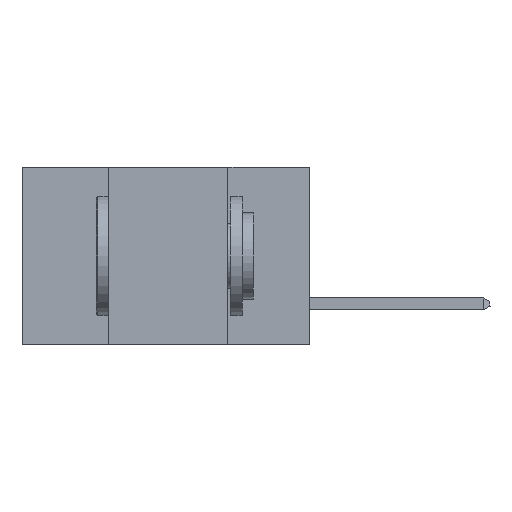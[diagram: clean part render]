
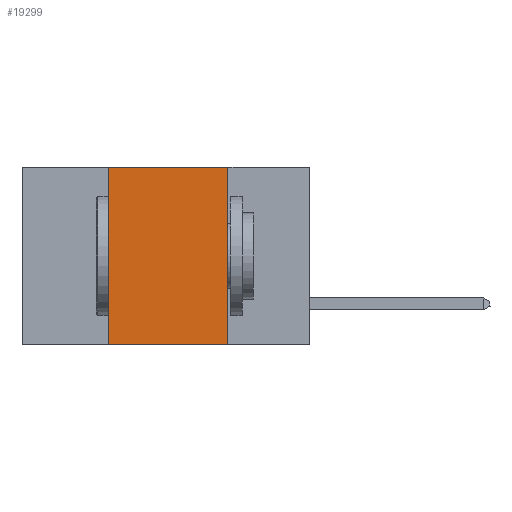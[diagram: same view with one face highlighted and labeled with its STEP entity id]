
A CAD part, left-side view. The second image highlights one B-rep face of the part: STEP entity #19299.
In plain terms, the highlighted planar face has unit normal (-1, 0, 0).
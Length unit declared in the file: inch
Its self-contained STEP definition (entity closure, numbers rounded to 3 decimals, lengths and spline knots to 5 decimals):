
#593 = VECTOR ( 'NONE', #12167, 39.37008 ) ;
#896 = ORIENTED_EDGE ( 'NONE', *, *, #16033, .F. ) ;
#1002 = EDGE_LOOP ( 'NONE', ( #19286, #896, #6060, #5876 ) ) ;
#1255 = EDGE_CURVE ( 'NONE', #8935, #10022, #12667, .T. ) ;
#1411 = CARTESIAN_POINT ( 'NONE',  ( 0., 0.6, 0. ) ) ;
#2138 = EDGE_CURVE ( 'NONE', #3406, #10022, #12888, .T. ) ;
#2818 = DIRECTION ( 'NONE',  ( 0., 0., -1. ) ) ;
#3406 = VERTEX_POINT ( 'NONE', #5157 ) ;
#3753 = LINE ( 'NONE', #11407, #15930 ) ;
#4213 = VECTOR ( 'NONE', #2818, 39.37008 ) ;
#5157 = CARTESIAN_POINT ( 'NONE',  ( 0., 0.17, 0. ) ) ;
#5459 = CARTESIAN_POINT ( 'NONE',  ( 0., 0.17, -0.37 ) ) ;
#5790 = CARTESIAN_POINT ( 'NONE',  ( 0., 0.6, -0.37 ) ) ;
#5876 = ORIENTED_EDGE ( 'NONE', *, *, #1255, .T. ) ;
#6060 = ORIENTED_EDGE ( 'NONE', *, *, #12369, .F. ) ;
#6827 = VERTEX_POINT ( 'NONE', #19280 ) ;
#7125 = DIRECTION ( 'NONE',  ( 0., 0., -1. ) ) ;
#8286 = LINE ( 'NONE', #13535, #593 ) ;
#8878 = FACE_OUTER_BOUND ( 'NONE', #1002, .T. ) ;
#8935 = VERTEX_POINT ( 'NONE', #17472 ) ;
#10022 = VERTEX_POINT ( 'NONE', #5459 ) ;
#10574 = AXIS2_PLACEMENT_3D ( 'NONE', #1411, #19412, #7125 ) ;
#11407 = CARTESIAN_POINT ( 'NONE',  ( 0., 0.6, 0. ) ) ;
#11583 = CARTESIAN_POINT ( 'NONE',  ( 0., 0.17, 0. ) ) ;
#12167 = DIRECTION ( 'NONE',  ( 0., 0., 1. ) ) ;
#12369 = EDGE_CURVE ( 'NONE', #8935, #6827, #8286, .T. ) ;
#12667 = LINE ( 'NONE', #5790, #17823 ) ;
#12888 = LINE ( 'NONE', #11583, #4213 ) ;
#13535 = CARTESIAN_POINT ( 'NONE',  ( 0., 0.42, 0. ) ) ;
#14764 = PLANE ( 'NONE',  #10574 ) ;
#15930 = VECTOR ( 'NONE', #18947, 39.37008 ) ;
#16033 = EDGE_CURVE ( 'NONE', #6827, #3406, #3753, .T. ) ;
#16488 = DIRECTION ( 'NONE',  ( 0., -1., 0. ) ) ;
#17472 = CARTESIAN_POINT ( 'NONE',  ( 0., 0.42, -0.37 ) ) ;
#17823 = VECTOR ( 'NONE', #16488, 39.37008 ) ;
#18947 = DIRECTION ( 'NONE',  ( 0., -1., 0. ) ) ;
#19280 = CARTESIAN_POINT ( 'NONE',  ( 0., 0.42, 0. ) ) ;
#19286 = ORIENTED_EDGE ( 'NONE', *, *, #2138, .F. ) ;
#19299 = ADVANCED_FACE ( 'NONE', ( #8878 ), #14764, .F. ) ;
#19412 = DIRECTION ( 'NONE',  ( 1., 0., 0. ) ) ;
